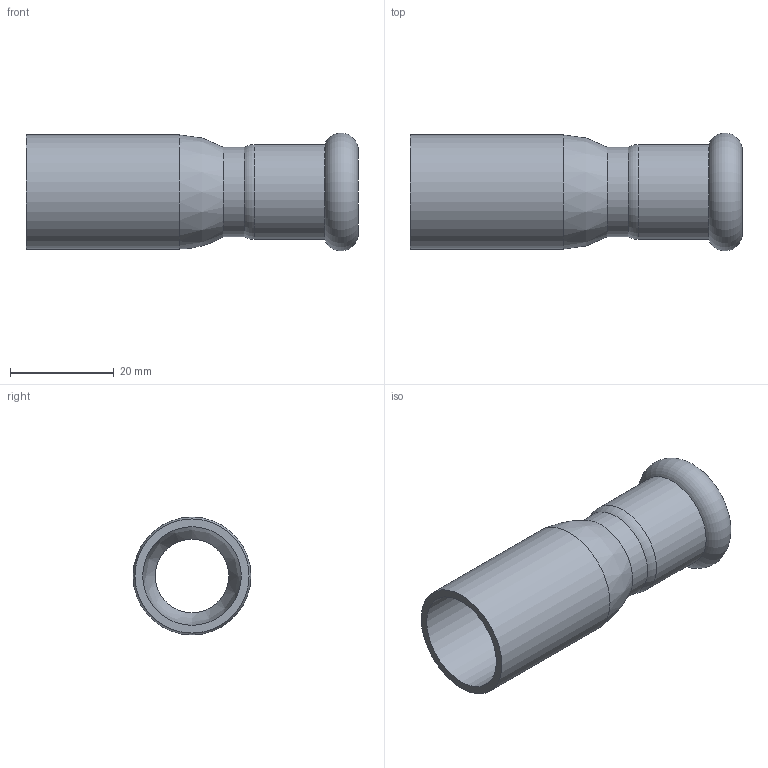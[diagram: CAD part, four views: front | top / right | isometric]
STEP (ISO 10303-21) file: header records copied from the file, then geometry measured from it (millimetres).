
FILE_DESCRIPTION(/* description */ ('Riduzione MF 22x15 Inoxpres'),/* implementation_level */ '2;1');
FILE_NAME(/* name */ '191022015_Inoxpres.stp',/* time_stamp */ '2022-10-12T09:39:41+02:00',/* author */ ('Vault'),/* organization */ ('Raccorderie metalliche s.p.a. '),/* preprocessor_version */ 'ST-DEVELOPER v18.1',/* originating_system */ 'Autodesk Inventor 2020',/* authorisation */ 'Raccorderie metalliche s.p.a. ');
FILE_SCHEMA (('AUTOMOTIVE_DESIGN { 1 0 10303 214 3 1 1 }'));
Length unit declared in the file: millimetre
Products named in the file (1): 191022015_Inoxpres
Bounding box: 64 x 22.71 x 22.71 mm (x, y, z)
Volume: 6272.8 mm3; surface area: 7907.6 mm2
Topology: 1 solids, 1 shells, 17 faces, 60 edges, 44 vertices
Faces by surface type: cylinder 8, torus 5, bspline 2, plane 1, cone 1
Full cylindrical faces by diameter (mm): 14.2 x1, 15.3 x1, 15.7 x2, 17.2 x1, 18.3 x1, 19 x1, 22 x1
Entity records: 790 total; most frequent: CARTESIAN_POINT 174, DIRECTION 143, ORIENTED_EDGE 120, AXIS2_PLACEMENT_3D 67, EDGE_CURVE 60, CIRCLE 51, VERTEX_POINT 44, EDGE_LOOP 18
